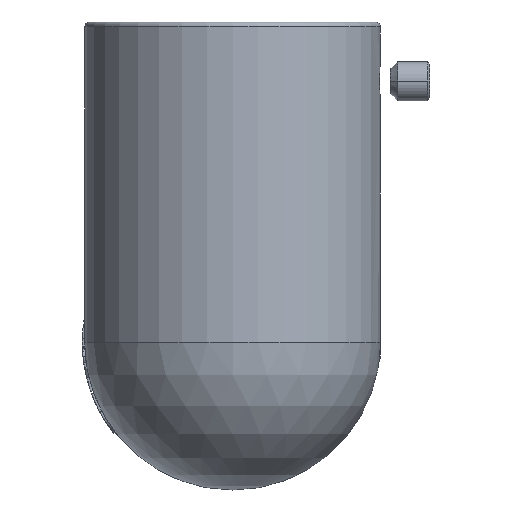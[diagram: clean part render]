
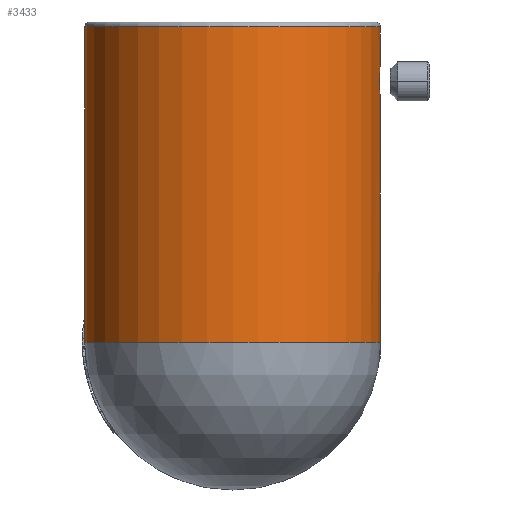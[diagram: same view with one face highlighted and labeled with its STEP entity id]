
A CAD part, front view. The second image highlights one B-rep face of the part: STEP entity #3433.
In plain terms, the highlighted cylindrical face has radius 30 mm (diameter 60 mm), a partial arc.
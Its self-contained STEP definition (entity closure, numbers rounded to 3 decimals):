
#374 = CARTESIAN_POINT ( 'NONE',  ( 30., 0., 65. ) ) ;
#411 = EDGE_CURVE ( 'NONE', #3676, #1429, #8820, .T. ) ;
#507 = CARTESIAN_POINT ( 'NONE',  ( 29.819, -3.291, 52.117 ) ) ;
#542 = CARTESIAN_POINT ( 'NONE',  ( 29.952, -1.706, 55.949 ) ) ;
#1194 = EDGE_CURVE ( 'NONE', #6084, #6782, #5667, .T. ) ;
#1240 = CARTESIAN_POINT ( 'NONE',  ( -30., 0., 64. ) ) ;
#1251 = CARTESIAN_POINT ( 'NONE',  ( 29.988, -0.881, 49.709 ) ) ;
#1271 = DIRECTION ( 'NONE',  ( 0., 0., -1. ) ) ;
#1285 = CARTESIAN_POINT ( 'NONE',  ( 29.807, -3.4, 52.777 ) ) ;
#1316 = CARTESIAN_POINT ( 'NONE',  ( 29.981, -1.096, 56.226 ) ) ;
#1429 = VERTEX_POINT ( 'NONE', #4892 ) ;
#1742 = ORIENTED_EDGE ( 'NONE', *, *, #7683, .F. ) ;
#2014 = CARTESIAN_POINT ( 'NONE',  ( 29.963, -1.508, 49.945 ) ) ;
#2054 = CARTESIAN_POINT ( 'NONE',  ( 29.809, -3.378, 53.446 ) ) ;
#2090 = CARTESIAN_POINT ( 'NONE',  ( 29.997, -0.447, 56.378 ) ) ;
#2301 = CARTESIAN_POINT ( 'NONE',  ( -30., 0., 65. ) ) ;
#2422 = CARTESIAN_POINT ( 'NONE',  ( 30., 0., 64. ) ) ;
#2576 = ORIENTED_EDGE ( 'NONE', *, *, #4142, .T. ) ;
#2604 = DIRECTION ( 'NONE',  ( 0., 0., 1. ) ) ;
#2615 = VECTOR ( 'NONE', #9301, 1000. ) ;
#2763 = CIRCLE ( 'NONE', #7454, 30. ) ;
#2788 = CARTESIAN_POINT ( 'NONE',  ( 29.929, -2.073, 50.296 ) ) ;
#2820 = CARTESIAN_POINT ( 'NONE',  ( 29.826, -3.227, 54.094 ) ) ;
#2851 = CARTESIAN_POINT ( 'NONE',  ( 30., 0., 56.4 ) ) ;
#2923 = DIRECTION ( 'NONE',  ( 0., 0., -1. ) ) ;
#2959 = VERTEX_POINT ( 'NONE', #5251 ) ;
#3343 = EDGE_CURVE ( 'NONE', #6084, #2959, #8737, .T. ) ;
#3433 = ADVANCED_FACE ( 'NONE', ( #4443 ), #6270, .T. ) ;
#3558 = CARTESIAN_POINT ( 'NONE',  ( 29.891, -2.561, 50.753 ) ) ;
#3590 = CARTESIAN_POINT ( 'NONE',  ( 29.855, -2.95, 54.705 ) ) ;
#3676 = VERTEX_POINT ( 'NONE', #1240 ) ;
#3688 = CARTESIAN_POINT ( 'NONE',  ( 0., 0., 65. ) ) ;
#3865 = CARTESIAN_POINT ( 'NONE',  ( 30., 0., 49.6 ) ) ;
#3902 = DIRECTION ( 'NONE',  ( 0., 0., -1. ) ) ;
#4142 = EDGE_CURVE ( 'NONE', #1429, #6782, #5069, .T. ) ;
#4213 = EDGE_CURVE ( 'NONE', #8280, #3676, #2763, .T. ) ;
#4331 = CARTESIAN_POINT ( 'NONE',  ( 29.855, -2.951, 51.296 ) ) ;
#4368 = CARTESIAN_POINT ( 'NONE',  ( 29.891, -2.563, 55.245 ) ) ;
#4443 = FACE_OUTER_BOUND ( 'NONE', #9490, .T. ) ;
#4892 = CARTESIAN_POINT ( 'NONE',  ( -30., 0., 0. ) ) ;
#5069 = CIRCLE ( 'NONE', #7963, 30. ) ;
#5093 = CARTESIAN_POINT ( 'NONE',  ( 30., 0., 49.6 ) ) ;
#5129 = CARTESIAN_POINT ( 'NONE',  ( 29.826, -3.226, 51.903 ) ) ;
#5157 = CARTESIAN_POINT ( 'NONE',  ( 29.929, -2.074, 55.703 ) ) ;
#5251 = CARTESIAN_POINT ( 'NONE',  ( 30., 0., 56.4 ) ) ;
#5667 = LINE ( 'NONE', #5891, #9576 ) ;
#5699 = LINE ( 'NONE', #374, #9606 ) ;
#5875 = CARTESIAN_POINT ( 'NONE',  ( 29.997, -0.446, 49.622 ) ) ;
#5891 = CARTESIAN_POINT ( 'NONE',  ( 30., 0., 65. ) ) ;
#5908 = CARTESIAN_POINT ( 'NONE',  ( 29.809, -3.378, 52.556 ) ) ;
#5948 = CARTESIAN_POINT ( 'NONE',  ( 29.963, -1.507, 56.056 ) ) ;
#6084 = VERTEX_POINT ( 'NONE', #3865 ) ;
#6262 = AXIS2_PLACEMENT_3D ( 'NONE', #3688, #2923, #8364 ) ;
#6270 = CYLINDRICAL_SURFACE ( 'NONE', #6262, 30. ) ;
#6615 = ORIENTED_EDGE ( 'NONE', *, *, #4213, .T. ) ;
#6649 = CARTESIAN_POINT ( 'NONE',  ( 29.981, -1.097, 49.774 ) ) ;
#6686 = CARTESIAN_POINT ( 'NONE',  ( 29.807, -3.4, 53.221 ) ) ;
#6724 = CARTESIAN_POINT ( 'NONE',  ( 29.988, -0.884, 56.291 ) ) ;
#6782 = VERTEX_POINT ( 'NONE', #8817 ) ;
#7245 = CARTESIAN_POINT ( 'NONE',  ( 0., 0., 0. ) ) ;
#7445 = CARTESIAN_POINT ( 'NONE',  ( 29.952, -1.704, 50.049 ) ) ;
#7454 = AXIS2_PLACEMENT_3D ( 'NONE', #8566, #3902, #9362 ) ;
#7476 = CARTESIAN_POINT ( 'NONE',  ( 29.819, -3.291, 53.882 ) ) ;
#7513 = CARTESIAN_POINT ( 'NONE',  ( 30., -0.222, 56.4 ) ) ;
#7683 = EDGE_CURVE ( 'NONE', #8280, #2959, #5699, .T. ) ;
#7885 = ORIENTED_EDGE ( 'NONE', *, *, #3343, .T. ) ;
#7963 = AXIS2_PLACEMENT_3D ( 'NONE', #7245, #2604, #8039 ) ;
#8039 = DIRECTION ( 'NONE',  ( 1., 0., 0. ) ) ;
#8229 = CARTESIAN_POINT ( 'NONE',  ( 29.916, -2.248, 50.44 ) ) ;
#8268 = CARTESIAN_POINT ( 'NONE',  ( 29.844, -3.056, 54.506 ) ) ;
#8280 = VERTEX_POINT ( 'NONE', #2422 ) ;
#8364 = DIRECTION ( 'NONE',  ( -1., 0., 0. ) ) ;
#8566 = CARTESIAN_POINT ( 'NONE',  ( 0., 0., 64. ) ) ;
#8737 = B_SPLINE_CURVE_WITH_KNOTS ( 'NONE', 3,
 ( #5093, #8978, #5875, #1251, #6649, #2014, #7445, #2788, #8229, #3558, #9017, #4331, #9809, #5129, #507, #5908, #1285, #6686, #2054, #7476, #2820, #8268, #3590, #9046, #4368, #9848, #5157, #542, #5948, #1316, #6724, #2090, #7513, #2851 ),
 .UNSPECIFIED., .F., .F.,
 ( 4, 2, 2, 2, 2, 2, 2, 2, 2, 2, 2, 2, 2, 2, 2, 2, 4 ),
 ( 0., 0.001, 0.001, 0.002, 0.003, 0.003, 0.004, 0.005, 0.005, 0.006, 0.007, 0.007, 0.008, 0.009, 0.009, 0.01, 0.011 ),
 .UNSPECIFIED. ) ;
#8817 = CARTESIAN_POINT ( 'NONE',  ( 30., 0., 0. ) ) ;
#8820 = LINE ( 'NONE', #2301, #2615 ) ;
#8910 = DIRECTION ( 'NONE',  ( 0., 0., -1. ) ) ;
#8978 = CARTESIAN_POINT ( 'NONE',  ( 30., -0.225, 49.6 ) ) ;
#9017 = CARTESIAN_POINT ( 'NONE',  ( 29.878, -2.702, 50.924 ) ) ;
#9046 = CARTESIAN_POINT ( 'NONE',  ( 29.878, -2.704, 55.073 ) ) ;
#9301 = DIRECTION ( 'NONE',  ( 0., 0., -1. ) ) ;
#9347 = ORIENTED_EDGE ( 'NONE', *, *, #1194, .F. ) ;
#9362 = DIRECTION ( 'NONE',  ( 1., 0., 0. ) ) ;
#9490 = EDGE_LOOP ( 'NONE', ( #1742, #6615, #9838, #2576, #9347, #7885 ) ) ;
#9576 = VECTOR ( 'NONE', #1271, 1000. ) ;
#9606 = VECTOR ( 'NONE', #8910, 1000. ) ;
#9809 = CARTESIAN_POINT ( 'NONE',  ( 29.844, -3.056, 51.493 ) ) ;
#9838 = ORIENTED_EDGE ( 'NONE', *, *, #411, .T. ) ;
#9848 = CARTESIAN_POINT ( 'NONE',  ( 29.916, -2.246, 55.563 ) ) ;
